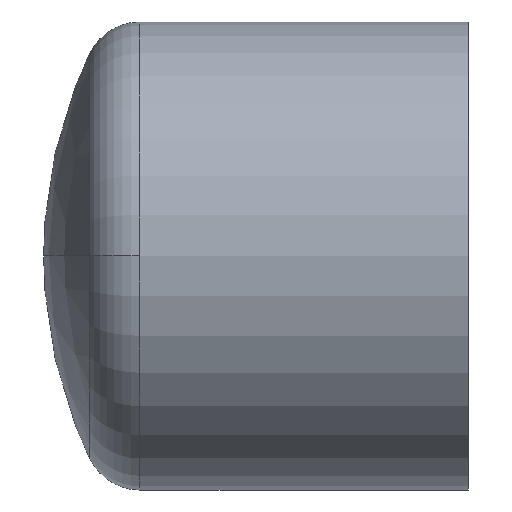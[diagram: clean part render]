
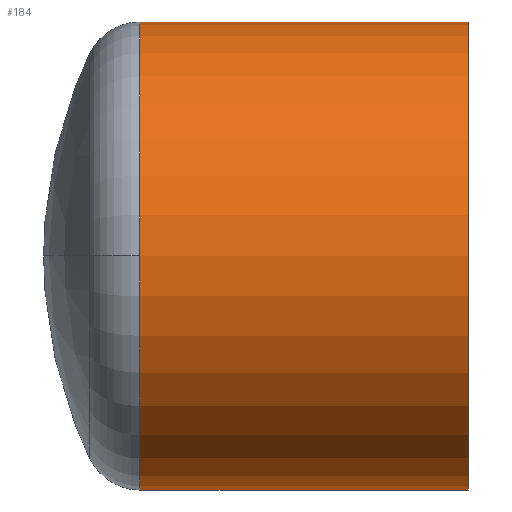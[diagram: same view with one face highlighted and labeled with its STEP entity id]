
A CAD part, top view. The second image highlights one B-rep face of the part: STEP entity #184.
In plain terms, the highlighted cylindrical face has radius 100 mm (diameter 200 mm), a partial arc.
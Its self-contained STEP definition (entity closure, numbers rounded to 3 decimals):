
#88 = VERTEX_POINT( '', #225 );
#92 = VERTEX_POINT( '', #229 );
#100 = EDGE_CURVE( '', #170, #92, #239, .T. );
#104 = VERTEX_POINT( '', #243 );
#106 = EDGE_CURVE( '', #162, #170, #245, .T. );
#116 = EDGE_CURVE( '', #88, #162, #257, .T. );
#128 = EDGE_CURVE( '', #104, #92, #270, .T. );
#136 = EDGE_CURVE( '', #88, #104, #278, .T. );
#162 = VERTEX_POINT( '', #308 );
#170 = VERTEX_POINT( '', #317 );
#184 = ADVANCED_FACE( '', ( #331 ), #332, .T. );
#225 = CARTESIAN_POINT( '', ( -140.371, -100., 0. ) );
#229 = CARTESIAN_POINT( '', ( -140.371, 100., 0. ) );
#239 = LINE( '', #381, #382 );
#243 = CARTESIAN_POINT( '', ( -140.371, 0., 100. ) );
#245 = CIRCLE( '', #390, 100. );
#257 = LINE( '', #404, #405 );
#270 = CIRCLE( '', #422, 100. );
#278 = CIRCLE( '', #435, 100. );
#308 = CARTESIAN_POINT( '', ( 0., -100., 0. ) );
#317 = CARTESIAN_POINT( '', ( 0., 100., 0. ) );
#331 = FACE_OUTER_BOUND( '', #497, .T. );
#332 = CYLINDRICAL_SURFACE( '', #498, 100. );
#381 = CARTESIAN_POINT( '', ( -70.186, 100., 0. ) );
#382 = VECTOR( '', #555, 1. );
#390 = AXIS2_PLACEMENT_3D( '', #559, #560, #561 );
#404 = CARTESIAN_POINT( '', ( -70.186, -100., 0. ) );
#405 = VECTOR( '', #584, 1. );
#422 = AXIS2_PLACEMENT_3D( '', #603, #604, #605 );
#435 = AXIS2_PLACEMENT_3D( '', #613, #614, #615 );
#497 = EDGE_LOOP( '', ( #674, #675, #676, #677, #678 ) );
#498 = AXIS2_PLACEMENT_3D( '', #679, #680, #681 );
#555 = DIRECTION( '', ( -1., 0., 0. ) );
#559 = CARTESIAN_POINT( '', ( 0., 0., 0. ) );
#560 = DIRECTION( '', ( -1., 0., 0. ) );
#561 = DIRECTION( '', ( 0., 1., 0. ) );
#584 = DIRECTION( '', ( 1., 0., 0. ) );
#603 = CARTESIAN_POINT( '', ( -140.371, 0., 0. ) );
#604 = DIRECTION( '', ( -1., 0., 0. ) );
#605 = DIRECTION( '', ( 0., 1., 0. ) );
#613 = CARTESIAN_POINT( '', ( -140.371, 0., 0. ) );
#614 = DIRECTION( '', ( -1., 0., 0. ) );
#615 = DIRECTION( '', ( 0., 1., 0. ) );
#674 = ORIENTED_EDGE( '', *, *, #100, .T. );
#675 = ORIENTED_EDGE( '', *, *, #128, .F. );
#676 = ORIENTED_EDGE( '', *, *, #136, .F. );
#677 = ORIENTED_EDGE( '', *, *, #116, .T. );
#678 = ORIENTED_EDGE( '', *, *, #106, .T. );
#679 = CARTESIAN_POINT( '', ( -70.186, 0., 0. ) );
#680 = DIRECTION( '', ( 1., 0., 0. ) );
#681 = DIRECTION( '', ( 0., 1., 0. ) );
